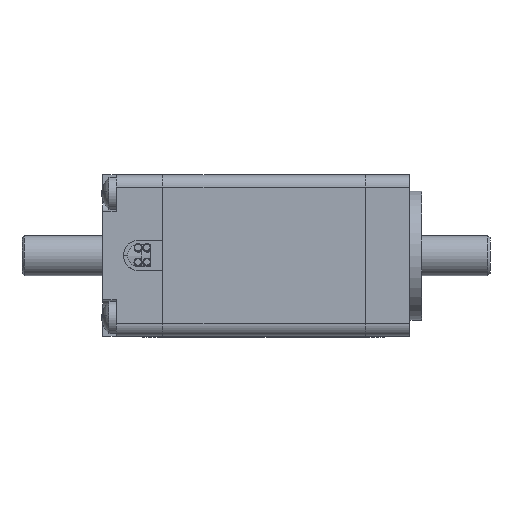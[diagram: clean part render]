
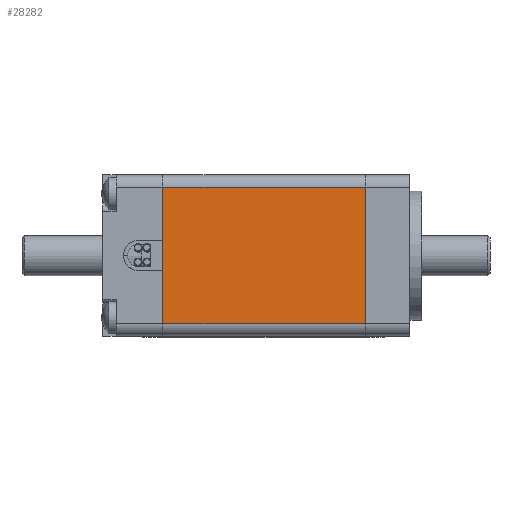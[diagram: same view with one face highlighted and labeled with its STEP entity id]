
A CAD part, top view. The second image highlights one B-rep face of the part: STEP entity #28282.
In plain terms, the highlighted face is planar.
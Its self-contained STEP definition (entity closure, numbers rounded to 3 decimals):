
#750=PLANE('',#30301);
#1874=FACE_OUTER_BOUND('',#3518,.T.);
#3518=EDGE_LOOP('',(#21146,#21147,#21148,#21149));
#6588=LINE('',#43646,#9354);
#6733=LINE('',#44275,#9499);
#6882=LINE('',#44912,#9648);
#6888=LINE('',#44924,#9654);
#9354=VECTOR('',#33797,17.);
#9499=VECTOR('',#34308,17.);
#9648=VECTOR('',#34827,25.1);
#9654=VECTOR('',#34845,25.1);
#12221=VERTEX_POINT('',#43631);
#12228=VERTEX_POINT('',#43644);
#12527=VERTEX_POINT('',#44271);
#12529=VERTEX_POINT('',#44274);
#15347=EDGE_CURVE('',#12228,#12221,#6588,.T.);
#15674=EDGE_CURVE('',#12529,#12527,#6733,.T.);
#16007=EDGE_CURVE('',#12221,#12527,#6882,.T.);
#16013=EDGE_CURVE('',#12228,#12529,#6888,.T.);
#21146=ORIENTED_EDGE('',*,*,#15674,.T.);
#21147=ORIENTED_EDGE('',*,*,#16007,.F.);
#21148=ORIENTED_EDGE('',*,*,#15347,.F.);
#21149=ORIENTED_EDGE('',*,*,#16013,.T.);
#28282=ADVANCED_FACE('',(#1874),#750,.F.);
#30301=AXIS2_PLACEMENT_3D('',#44925,#34846,#34847);
#33797=DIRECTION('',(0.,0.,1.));
#34308=DIRECTION('',(0.,0.,1.));
#34827=DIRECTION('',(-1.,0.,0.));
#34845=DIRECTION('',(-1.,0.,0.));
#34846=DIRECTION('center_axis',(0.,-1.,0.));
#34847=DIRECTION('ref_axis',(0.,0.,-1.));
#43631=CARTESIAN_POINT('',(25.1,10.,8.5));
#43644=CARTESIAN_POINT('',(25.1,10.,-8.5));
#43646=CARTESIAN_POINT('',(25.1,10.,-8.5));
#44271=CARTESIAN_POINT('',(0.,10.,8.5));
#44274=CARTESIAN_POINT('',(0.,10.,-8.5));
#44275=CARTESIAN_POINT('',(0.,10.,-8.5));
#44912=CARTESIAN_POINT('',(14.,10.,8.5));
#44924=CARTESIAN_POINT('',(14.,10.,-8.5));
#44925=CARTESIAN_POINT('Origin',(14.,10.,8.5));
